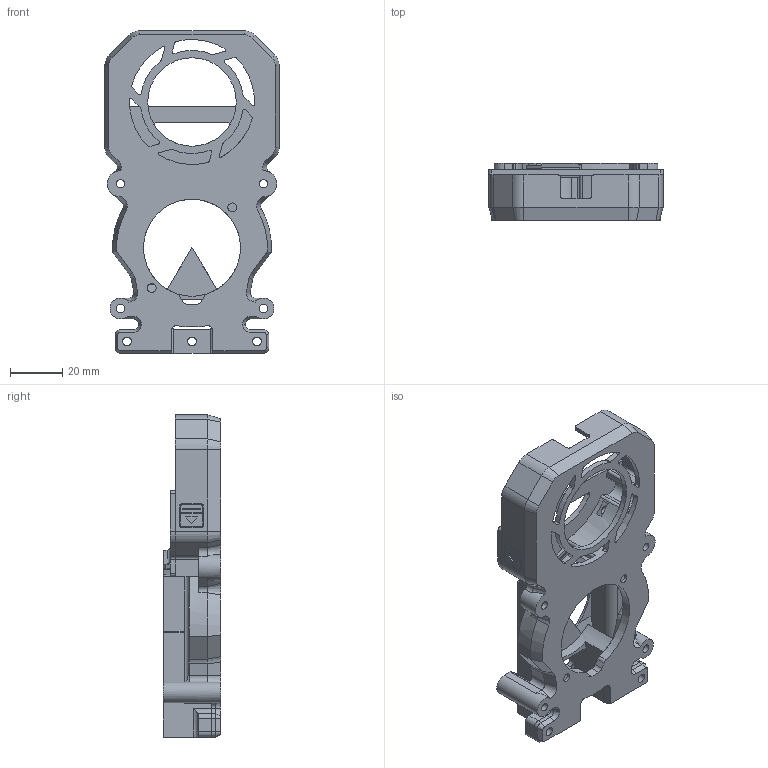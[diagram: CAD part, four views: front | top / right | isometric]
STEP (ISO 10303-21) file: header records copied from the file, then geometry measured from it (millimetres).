
FILE_DESCRIPTION(/* description */ (''),/* implementation_level */ '2;1');
FILE_NAME(/* name */ 'Tank CF 5015.step',/* time_stamp */ '2023-01-09T05:04:10+08:00',/* author */ (''),/* organization */ (''),/* preprocessor_version */ 'ST-DEVELOPER v19.2',/* originating_system */ 'Autodesk Translation Framework v11.17.0.187',/* authorisation */ '');
FILE_SCHEMA (('AUTOMOTIVE_DESIGN { 1 0 10303 214 3 1 1 }'));
Length unit declared in the file: millimetre
Products named in the file (1): Tank CF 5015
Bounding box: 67 x 22 x 123.83 mm (x, y, z)
Volume: 41777.6 mm3; surface area: 36192.7 mm2
Topology: 3 solids, 3 shells, 508 faces, 1414 edges, 920 vertices
Faces by surface type: plane 278, cylinder 204, cone 24, torus 2
Full cylindrical faces by diameter (mm): 3.2 x4, 3.3 x5, 3.4 x7, 34 x1
Entity records: 16515 total; most frequent: CARTESIAN_POINT 2962, DIRECTION 2876, ORIENTED_EDGE 2828, EDGE_CURVE 1414, AXIS2_PLACEMENT_3D 970, LINE 936, VECTOR 936, VERTEX_POINT 920
